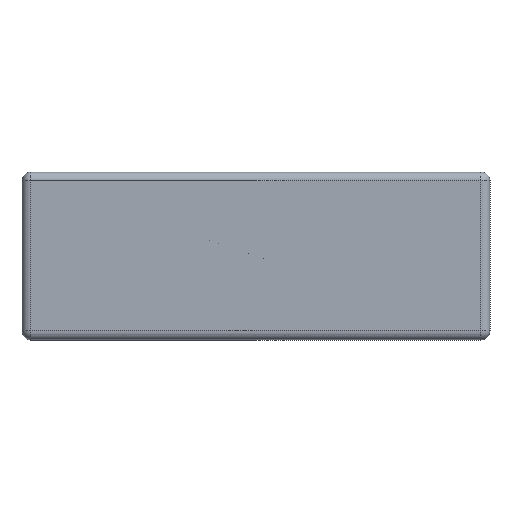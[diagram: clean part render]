
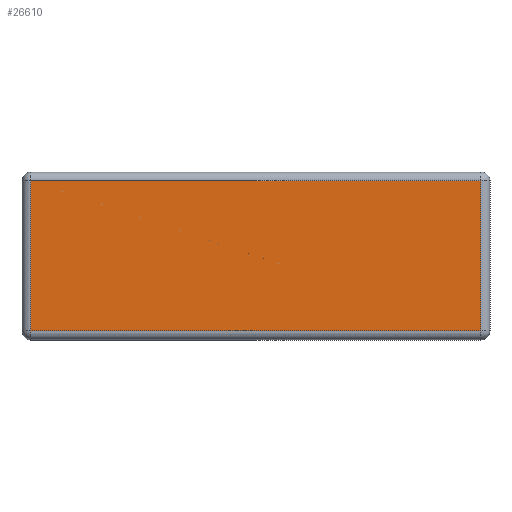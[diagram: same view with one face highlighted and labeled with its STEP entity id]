
A CAD part, front view. The second image highlights one B-rep face of the part: STEP entity #26610.
In plain terms, the highlighted planar face has unit normal (0, -1, 0).
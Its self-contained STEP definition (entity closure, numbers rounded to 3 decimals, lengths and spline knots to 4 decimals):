
#1274=PLANE('',#28954);
#2324=FACE_OUTER_BOUND('',#4007,.T.);
#4007=EDGE_LOOP('',(#20246,#20247,#20248,#20249));
#5873=LINE('',#44085,#8060);
#5874=LINE('',#44097,#8061);
#5877=LINE('',#44102,#8064);
#5878=LINE('',#44104,#8065);
#8060=VECTOR('',#33878,0.3937);
#8061=VECTOR('',#33895,0.3937);
#8064=VECTOR('',#33902,0.3937);
#8065=VECTOR('',#33905,0.3937);
#11849=VERTEX_POINT('',#44077);
#11850=VERTEX_POINT('',#44081);
#11851=VERTEX_POINT('',#44087);
#11852=VERTEX_POINT('',#44091);
#14837=EDGE_CURVE('',#11849,#11850,#5873,.T.);
#14843=EDGE_CURVE('',#11852,#11851,#5874,.T.);
#14846=EDGE_CURVE('',#11850,#11852,#5877,.T.);
#14847=EDGE_CURVE('',#11851,#11849,#5878,.T.);
#20246=ORIENTED_EDGE('',*,*,#14843,.F.);
#20247=ORIENTED_EDGE('',*,*,#14846,.F.);
#20248=ORIENTED_EDGE('',*,*,#14837,.F.);
#20249=ORIENTED_EDGE('',*,*,#14847,.F.);
#26610=ADVANCED_FACE('',(#2324),#1274,.F.);
#28954=AXIS2_PLACEMENT_3D('',#44106,#33908,#33909);
#33878=DIRECTION('',(-1.,0.,0.));
#33895=DIRECTION('',(1.,0.,0.));
#33902=DIRECTION('',(0.,0.,1.));
#33905=DIRECTION('',(0.,0.,-1.));
#33908=DIRECTION('center_axis',(0.,1.,0.));
#33909=DIRECTION('ref_axis',(1.,0.,0.));
#44077=CARTESIAN_POINT('',(4.6875,0.,-1.5625));
#44081=CARTESIAN_POINT('',(-4.6875,0.,-1.5625));
#44085=CARTESIAN_POINT('',(2.4375,0.,-1.5625));
#44087=CARTESIAN_POINT('',(4.6875,0.,1.5625));
#44091=CARTESIAN_POINT('',(-4.6875,0.,1.5625));
#44097=CARTESIAN_POINT('',(-2.4375,0.,1.5625));
#44102=CARTESIAN_POINT('',(-4.6875,0.,-0.875));
#44104=CARTESIAN_POINT('',(4.6875,0.,0.875));
#44106=CARTESIAN_POINT('Origin',(0.,0.,0.));
